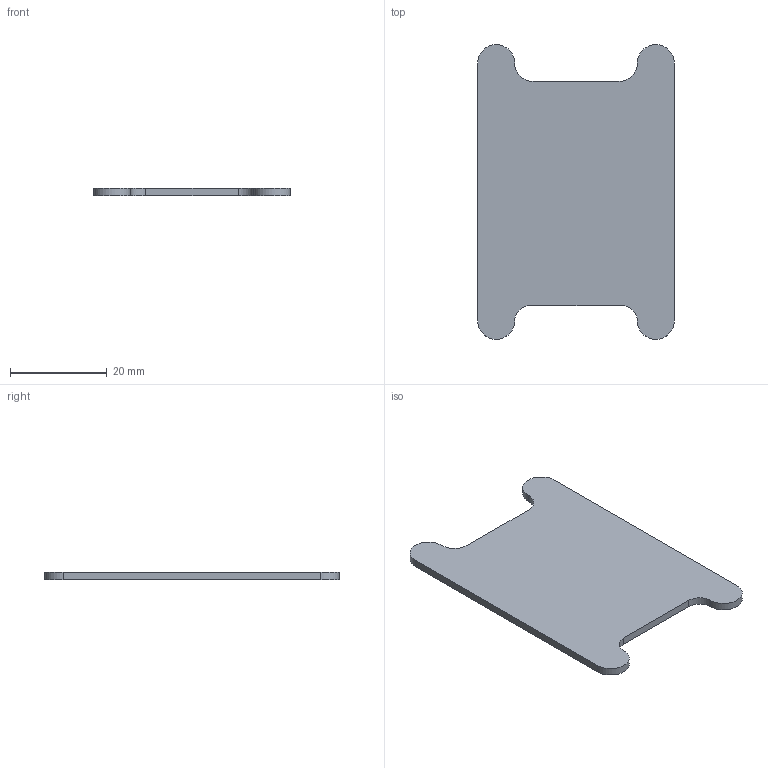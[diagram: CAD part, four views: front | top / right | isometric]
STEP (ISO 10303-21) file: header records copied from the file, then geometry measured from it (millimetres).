
FILE_DESCRIPTION(('KiCad electronic assembly'),'2;1');
FILE_NAME('micro-carrier.step','2024-05-31T10:52:34',('Pcbnew'),('Kicad' ),'Open CASCADE STEP processor 7.6','KiCad to STEP converter', 'Unknown');
FILE_SCHEMA(('AUTOMOTIVE_DESIGN { 1 0 10303 214 1 1 1 1 }'));
Length unit declared in the file: millimetre
Products named in the file (2): micro-carrier 1; micro-carrier_PCB
Assembly tree (1 placements, depth 2):
  micro-carrier 1
    micro-carrier_PCB
Bounding box: 40.64 x 60.96 x 1.6 mm (x, y, z)
Surface area: 4525.5 mm2 (no closed solid volume)
Topology: 0 solids, 1 shells, 14 faces, 37 edges, 24 vertices
Faces by surface type: cylinder 8, plane 6
Entity records: 482 total; most frequent: DIRECTION 85, CARTESIAN_POINT 79, ORIENTED_EDGE 72, EDGE_CURVE 37, AXIS2_PLACEMENT_3D 32, VERTEX_POINT 26, LINE 21, VECTOR 21
